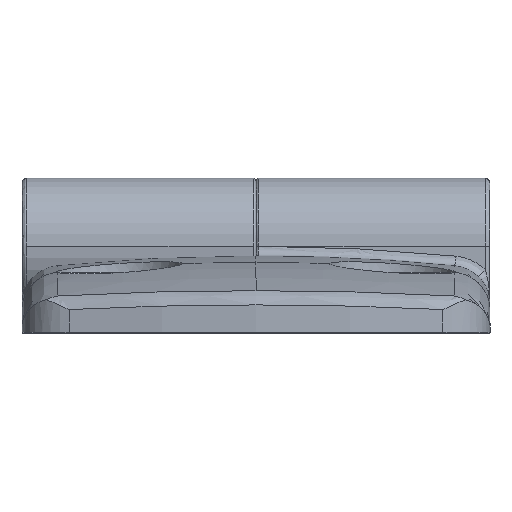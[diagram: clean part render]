
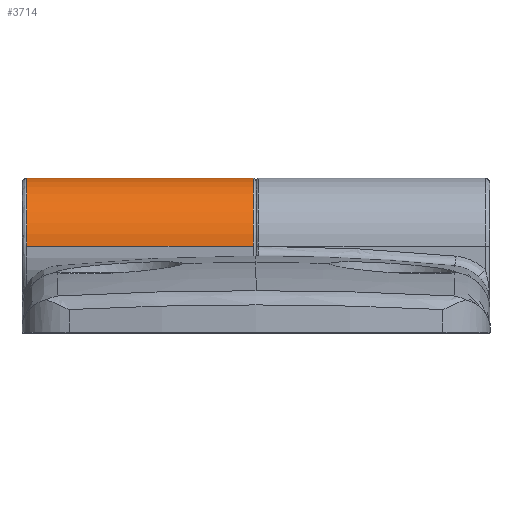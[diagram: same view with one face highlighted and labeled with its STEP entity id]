
A CAD part, top view. The second image highlights one B-rep face of the part: STEP entity #3714.
In plain terms, the highlighted cylindrical face has radius 7 mm (diameter 14 mm), a partial arc.
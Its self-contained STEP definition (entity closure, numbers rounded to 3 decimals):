
#211 = FACE_OUTER_BOUND ( 'NONE', #2740, .T. ) ;
#273 = ORIENTED_EDGE ( 'NONE', *, *, #7312, .F. ) ;
#421 = CARTESIAN_POINT ( 'NONE',  ( -0.3, 8.9, 7. ) ) ;
#852 = AXIS2_PLACEMENT_3D ( 'NONE', #6414, #5129, #1498 ) ;
#1227 = DIRECTION ( 'NONE',  ( -1., 0., 0. ) ) ;
#1331 = VERTEX_POINT ( 'NONE', #421 ) ;
#1419 = VERTEX_POINT ( 'NONE', #6611 ) ;
#1498 = DIRECTION ( 'NONE',  ( 0., 0., 1. ) ) ;
#1698 = VECTOR ( 'NONE', #1227, 1000. ) ;
#1788 = VERTEX_POINT ( 'NONE', #6558 ) ;
#1843 = CYLINDRICAL_SURFACE ( 'NONE', #3982, 7. ) ;
#1948 = AXIS2_PLACEMENT_3D ( 'NONE', #3740, #1952, #6309 ) ;
#1952 = DIRECTION ( 'NONE',  ( -1., 0., 0. ) ) ;
#2197 = CARTESIAN_POINT ( 'NONE',  ( -23.5, 8.9, 7. ) ) ;
#2437 = CARTESIAN_POINT ( 'NONE',  ( 24., 8.9, 7. ) ) ;
#2546 = ORIENTED_EDGE ( 'NONE', *, *, #3004, .T. ) ;
#2632 = CARTESIAN_POINT ( 'NONE',  ( -0.3, 8.9, -7. ) ) ;
#2740 = EDGE_LOOP ( 'NONE', ( #273, #6954, #4346, #2546, #7774 ) ) ;
#3004 = EDGE_CURVE ( 'NONE', #7804, #1788, #3718, .T. ) ;
#3090 = EDGE_CURVE ( 'NONE', #1788, #3338, #7178, .T. ) ;
#3103 = CARTESIAN_POINT ( 'NONE',  ( 24., 8.9, 0. ) ) ;
#3211 = CIRCLE ( 'NONE', #3258, 7. ) ;
#3258 = AXIS2_PLACEMENT_3D ( 'NONE', #3637, #7387, #6096 ) ;
#3338 = VERTEX_POINT ( 'NONE', #2197 ) ;
#3376 = LINE ( 'NONE', #2437, #1698 ) ;
#3602 = VECTOR ( 'NONE', #6164, 1000. ) ;
#3637 = CARTESIAN_POINT ( 'NONE',  ( -0.3, 8.9, 0. ) ) ;
#3714 = ADVANCED_FACE ( 'NONE', ( #211 ), #1843, .T. ) ;
#3718 = LINE ( 'NONE', #6602, #3602 ) ;
#3740 = CARTESIAN_POINT ( 'NONE',  ( -0.3, 8.9, 0. ) ) ;
#3982 = AXIS2_PLACEMENT_3D ( 'NONE', #3103, #4344, #6837 ) ;
#4176 = CIRCLE ( 'NONE', #1948, 7. ) ;
#4344 = DIRECTION ( 'NONE',  ( -1., 0., 0. ) ) ;
#4346 = ORIENTED_EDGE ( 'NONE', *, *, #4705, .T. ) ;
#4705 = EDGE_CURVE ( 'NONE', #1419, #7804, #3211, .T. ) ;
#4910 = EDGE_CURVE ( 'NONE', #1331, #1419, #4176, .T. ) ;
#5129 = DIRECTION ( 'NONE',  ( 1., 0., 0. ) ) ;
#6096 = DIRECTION ( 'NONE',  ( 0., 0., 1. ) ) ;
#6164 = DIRECTION ( 'NONE',  ( -1., 0., 0. ) ) ;
#6309 = DIRECTION ( 'NONE',  ( 0., 0., 1. ) ) ;
#6414 = CARTESIAN_POINT ( 'NONE',  ( -23.5, 8.9, 0. ) ) ;
#6558 = CARTESIAN_POINT ( 'NONE',  ( -23.5, 8.9, -7. ) ) ;
#6602 = CARTESIAN_POINT ( 'NONE',  ( 24., 8.9, -7. ) ) ;
#6611 = CARTESIAN_POINT ( 'NONE',  ( -0.3, 15.9, 0. ) ) ;
#6837 = DIRECTION ( 'NONE',  ( 0., 0., 1. ) ) ;
#6954 = ORIENTED_EDGE ( 'NONE', *, *, #4910, .T. ) ;
#7178 = CIRCLE ( 'NONE', #852, 7. ) ;
#7312 = EDGE_CURVE ( 'NONE', #1331, #3338, #3376, .T. ) ;
#7387 = DIRECTION ( 'NONE',  ( -1., 0., 0. ) ) ;
#7774 = ORIENTED_EDGE ( 'NONE', *, *, #3090, .T. ) ;
#7804 = VERTEX_POINT ( 'NONE', #2632 ) ;
